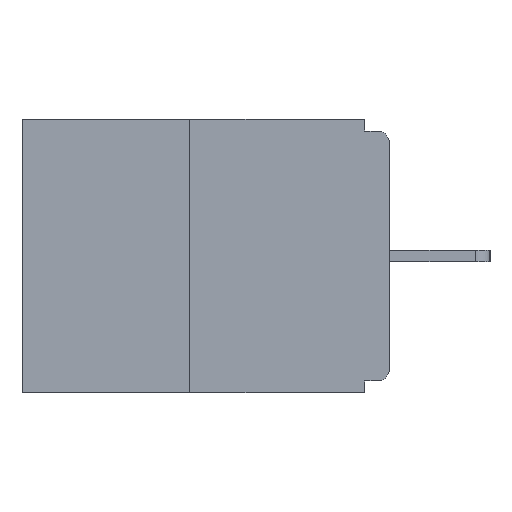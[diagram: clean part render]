
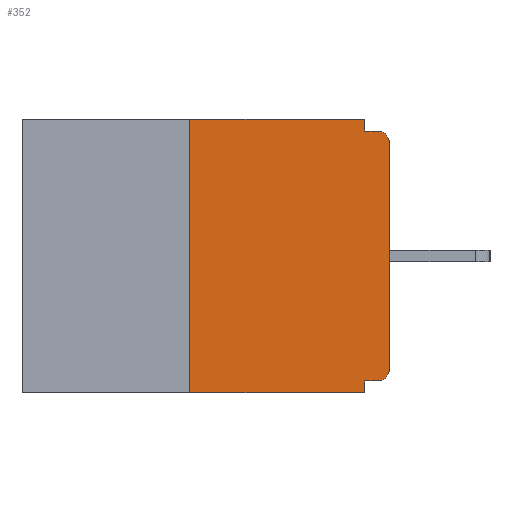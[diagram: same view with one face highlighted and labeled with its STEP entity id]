
A CAD part, left-side view. The second image highlights one B-rep face of the part: STEP entity #352.
In plain terms, the highlighted planar face has unit normal (-1, 0, 0).
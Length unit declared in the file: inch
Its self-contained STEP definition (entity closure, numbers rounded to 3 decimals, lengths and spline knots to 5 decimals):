
#152 = VERTEX_POINT ( 'NONE', #11702 ) ;
#153 = DIRECTION ( 'NONE',  ( 0., 0., -1. ) ) ;
#221 = EDGE_CURVE ( 'NONE', #11766, #4721, #15966, .T. ) ;
#303 = VERTEX_POINT ( 'NONE', #2092 ) ;
#352 = ADVANCED_FACE ( 'NONE', ( #6525 ), #3742, .F. ) ;
#473 = DIRECTION ( 'NONE',  ( 0., 0., -1. ) ) ;
#515 = LINE ( 'NONE', #674, #5791 ) ;
#567 = AXIS2_PLACEMENT_3D ( 'NONE', #4481, #9480, #3262 ) ;
#570 = DIRECTION ( 'NONE',  ( 0., 1., 0. ) ) ;
#605 = EDGE_CURVE ( 'NONE', #3083, #2779, #9540, .T. ) ;
#674 = CARTESIAN_POINT ( 'NONE',  ( 0., 0.46, -0.343 ) ) ;
#710 = ORIENTED_EDGE ( 'NONE', *, *, #5344, .T. ) ;
#1259 = AXIS2_PLACEMENT_3D ( 'NONE', #14301, #15529, #473 ) ;
#1801 = CIRCLE ( 'NONE', #1259, 0.015 ) ;
#2092 = CARTESIAN_POINT ( 'NONE',  ( 0., 0., -0.03 ) ) ;
#2177 = VERTEX_POINT ( 'NONE', #2551 ) ;
#2200 = LINE ( 'NONE', #5984, #3919 ) ;
#2463 = VERTEX_POINT ( 'NONE', #10834 ) ;
#2551 = CARTESIAN_POINT ( 'NONE',  ( 0., 0.25, -0.343 ) ) ;
#2562 = VECTOR ( 'NONE', #13489, 39.37008 ) ;
#2779 = VERTEX_POINT ( 'NONE', #13205 ) ;
#3083 = VERTEX_POINT ( 'NONE', #5787 ) ;
#3262 = DIRECTION ( 'NONE',  ( 0., 0., -1. ) ) ;
#3310 = CARTESIAN_POINT ( 'NONE',  ( 0., 0., -0.015 ) ) ;
#3435 = ORIENTED_EDGE ( 'NONE', *, *, #3614, .F. ) ;
#3493 = EDGE_CURVE ( 'NONE', #15919, #12239, #1801, .T. ) ;
#3614 = EDGE_CURVE ( 'NONE', #4721, #3083, #9290, .T. ) ;
#3742 = PLANE ( 'NONE',  #12853 ) ;
#3919 = VECTOR ( 'NONE', #10973, 39.37008 ) ;
#4481 = CARTESIAN_POINT ( 'NONE',  ( 0., 0.015, -0.03 ) ) ;
#4721 = VERTEX_POINT ( 'NONE', #11340 ) ;
#4831 = ORIENTED_EDGE ( 'NONE', *, *, #605, .F. ) ;
#4876 = CARTESIAN_POINT ( 'NONE',  ( 0., 0.25, 0. ) ) ;
#5057 = CARTESIAN_POINT ( 'NONE',  ( 0., 0.015, -0.328 ) ) ;
#5288 = VECTOR ( 'NONE', #12786, 39.37008 ) ;
#5344 = EDGE_CURVE ( 'NONE', #2177, #2463, #515, .T. ) ;
#5787 = CARTESIAN_POINT ( 'NONE',  ( 0., 0.031, -0.015 ) ) ;
#5791 = VECTOR ( 'NONE', #9321, 39.37008 ) ;
#5961 = DIRECTION ( 'NONE',  ( 0., -1., 0. ) ) ;
#5984 = CARTESIAN_POINT ( 'NONE',  ( 0., 0.031, -0.343 ) ) ;
#6525 = FACE_OUTER_BOUND ( 'NONE', #13115, .T. ) ;
#6901 = CIRCLE ( 'NONE', #567, 0.015 ) ;
#6972 = LINE ( 'NONE', #9407, #10420 ) ;
#8145 = CARTESIAN_POINT ( 'NONE',  ( 0., 0.031, 0. ) ) ;
#8298 = ORIENTED_EDGE ( 'NONE', *, *, #12923, .F. ) ;
#9290 = LINE ( 'NONE', #8145, #10977 ) ;
#9321 = DIRECTION ( 'NONE',  ( 0., -1., 0. ) ) ;
#9407 = CARTESIAN_POINT ( 'NONE',  ( 0., 0., 0. ) ) ;
#9480 = DIRECTION ( 'NONE',  ( -1., 0., 0. ) ) ;
#9540 = LINE ( 'NONE', #3310, #2562 ) ;
#9641 = EDGE_CURVE ( 'NONE', #15919, #152, #12979, .T. ) ;
#9966 = DIRECTION ( 'NONE',  ( 1., 0., 0. ) ) ;
#10308 = ORIENTED_EDGE ( 'NONE', *, *, #9641, .F. ) ;
#10420 = VECTOR ( 'NONE', #14423, 39.37008 ) ;
#10561 = ORIENTED_EDGE ( 'NONE', *, *, #221, .F. ) ;
#10596 = DIRECTION ( 'NONE',  ( 0., 0., -1. ) ) ;
#10834 = CARTESIAN_POINT ( 'NONE',  ( 0., 0.031, -0.343 ) ) ;
#10967 = CARTESIAN_POINT ( 'NONE',  ( 0., 0.25, 0. ) ) ;
#10973 = DIRECTION ( 'NONE',  ( 0., 0., -1. ) ) ;
#10977 = VECTOR ( 'NONE', #10596, 39.37008 ) ;
#11340 = CARTESIAN_POINT ( 'NONE',  ( 0., 0.031, 0. ) ) ;
#11702 = CARTESIAN_POINT ( 'NONE',  ( 0., 0.031, -0.328 ) ) ;
#11766 = VERTEX_POINT ( 'NONE', #10967 ) ;
#11931 = EDGE_CURVE ( 'NONE', #12239, #303, #6972, .T. ) ;
#12009 = ORIENTED_EDGE ( 'NONE', *, *, #15882, .T. ) ;
#12239 = VERTEX_POINT ( 'NONE', #15801 ) ;
#12786 = DIRECTION ( 'NONE',  ( 0., 0., 1. ) ) ;
#12853 = AXIS2_PLACEMENT_3D ( 'NONE', #13993, #9966, #153 ) ;
#12923 = EDGE_CURVE ( 'NONE', #152, #2463, #2200, .T. ) ;
#12979 = LINE ( 'NONE', #15614, #14359 ) ;
#13115 = EDGE_LOOP ( 'NONE', ( #10561, #14593, #710, #8298, #10308, #16002, #14987, #12009, #4831, #3435 ) ) ;
#13205 = CARTESIAN_POINT ( 'NONE',  ( 0., 0.015, -0.015 ) ) ;
#13489 = DIRECTION ( 'NONE',  ( 0., -1., 0. ) ) ;
#13993 = CARTESIAN_POINT ( 'NONE',  ( 0., 0.46, 0. ) ) ;
#14301 = CARTESIAN_POINT ( 'NONE',  ( 0., 0.015, -0.313 ) ) ;
#14359 = VECTOR ( 'NONE', #570, 39.37008 ) ;
#14423 = DIRECTION ( 'NONE',  ( 0., 0., 1. ) ) ;
#14448 = VECTOR ( 'NONE', #5961, 39.37008 ) ;
#14593 = ORIENTED_EDGE ( 'NONE', *, *, #15130, .F. ) ;
#14968 = LINE ( 'NONE', #4876, #5288 ) ;
#14987 = ORIENTED_EDGE ( 'NONE', *, *, #11931, .T. ) ;
#15130 = EDGE_CURVE ( 'NONE', #2177, #11766, #14968, .T. ) ;
#15529 = DIRECTION ( 'NONE',  ( -1., 0., 0. ) ) ;
#15614 = CARTESIAN_POINT ( 'NONE',  ( 0., 0., -0.328 ) ) ;
#15801 = CARTESIAN_POINT ( 'NONE',  ( 0., 0., -0.313 ) ) ;
#15804 = CARTESIAN_POINT ( 'NONE',  ( 0., 0.46, 0. ) ) ;
#15882 = EDGE_CURVE ( 'NONE', #303, #2779, #6901, .T. ) ;
#15919 = VERTEX_POINT ( 'NONE', #5057 ) ;
#15966 = LINE ( 'NONE', #15804, #14448 ) ;
#16002 = ORIENTED_EDGE ( 'NONE', *, *, #3493, .T. ) ;
